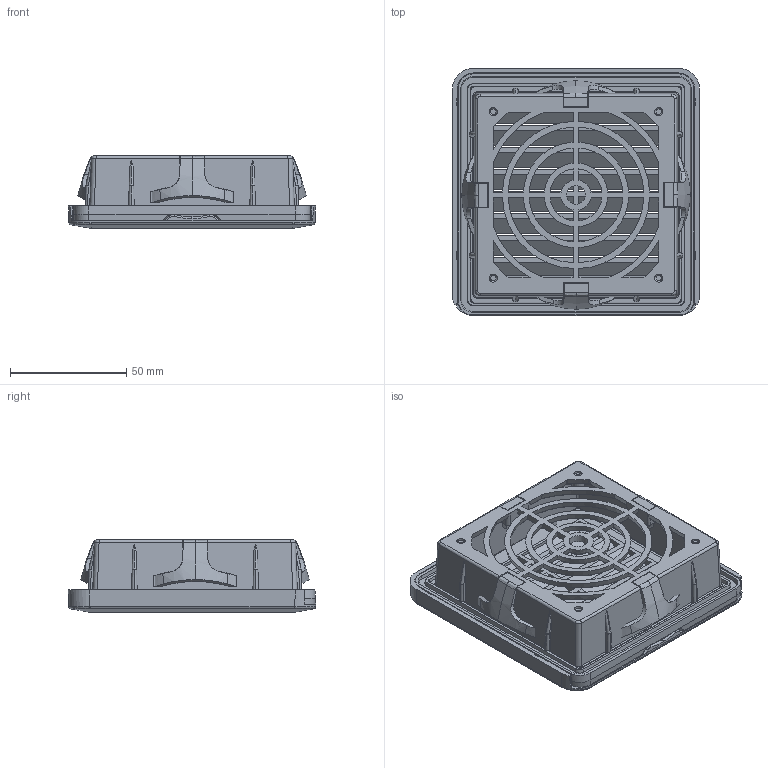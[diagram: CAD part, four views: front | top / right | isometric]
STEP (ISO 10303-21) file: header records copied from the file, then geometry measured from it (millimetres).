
FILE_DESCRIPTION(/* description */ (''),/* implementation_level */ '2;1');
FILE_NAME(/* name */ '120.stp',/* time_stamp */ '2022-12-05T09:50:51+08:00',/* author */ (''),/* organization */ (''),/* preprocessor_version */ 'ST-DEVELOPER v16.7',/* originating_system */ 'SIEMENS PLM Software NX 12.0',/* authorisation */ '');
FILE_SCHEMA (('AUTOMOTIVE_DESIGN { 1 0 10303 214 3 1 1 1 }'));
Length unit declared in the file: millimetre
Products named in the file (1): AdmiA33CB01Ce77z
Bounding box: 106.55 x 106.58 x 31.1 mm (x, y, z)
Volume: 57718.9 mm3; surface area: 74583.9 mm2
Topology: 6 solids, 6 shells, 1035 faces, 2831 edges, 1800 vertices
Faces by surface type: plane 514, cylinder 259, bspline 154, cone 56, torus 48, sphere 4
Full cylindrical faces by diameter (mm): 2.5 x4, 3.5 x4, 8 x1
Entity records: 40180 total; most frequent: CARTESIAN_POINT 15188, ORIENTED_EDGE 5576, DIRECTION 4661, EDGE_CURVE 2788, VERTEX_POINT 1786, AXIS2_PLACEMENT_3D 1579, LINE 1503, VECTOR 1503
